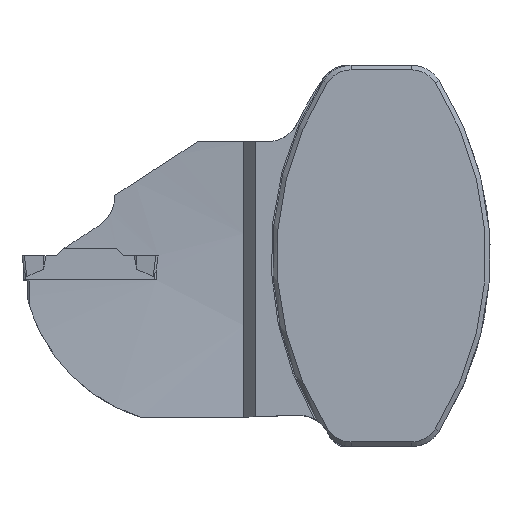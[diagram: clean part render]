
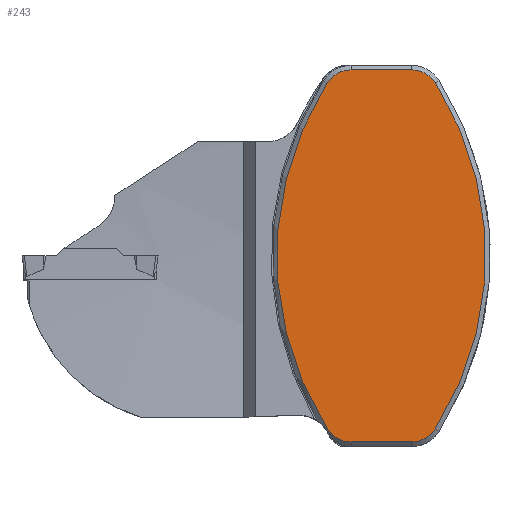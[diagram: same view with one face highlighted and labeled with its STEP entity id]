
A CAD part, top view. The second image highlights one B-rep face of the part: STEP entity #243.
In plain terms, the highlighted planar face has unit normal (0, 0, 1).
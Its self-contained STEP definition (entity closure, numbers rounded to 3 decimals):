
#152=CIRCLE('',#1646,59.175);
#162=CIRCLE('',#1661,5.175);
#163=CIRCLE('',#1669,5.175);
#164=CIRCLE('',#1670,5.175);
#165=CIRCLE('',#1671,59.175);
#166=CIRCLE('',#1672,5.175);
#243=ADVANCED_FACE('',(#361),#316,.T.);
#316=PLANE('',#1673);
#361=FACE_OUTER_BOUND('',#441,.T.);
#441=EDGE_LOOP('',(#856,#857,#858,#859,#860,#861,#862,#863));
#542=LINE('',#2497,#659);
#543=LINE('',#2505,#660);
#659=VECTOR('',#1905,1.);
#660=VECTOR('',#1912,1.);
#856=ORIENTED_EDGE('',*,*,#1418,.F.);
#857=ORIENTED_EDGE('',*,*,#1385,.F.);
#858=ORIENTED_EDGE('',*,*,#1407,.F.);
#859=ORIENTED_EDGE('',*,*,#1419,.F.);
#860=ORIENTED_EDGE('',*,*,#1420,.F.);
#861=ORIENTED_EDGE('',*,*,#1421,.F.);
#862=ORIENTED_EDGE('',*,*,#1422,.F.);
#863=ORIENTED_EDGE('',*,*,#1423,.F.);
#1234=VERTEX_POINT('',#2426);
#1235=VERTEX_POINT('',#2428);
#1250=VERTEX_POINT('',#2475);
#1253=VERTEX_POINT('',#2496);
#1254=VERTEX_POINT('',#2498);
#1255=VERTEX_POINT('',#2500);
#1256=VERTEX_POINT('',#2502);
#1257=VERTEX_POINT('',#2504);
#1385=EDGE_CURVE('',#1234,#1235,#152,.T.);
#1407=EDGE_CURVE('',#1250,#1234,#162,.T.);
#1418=EDGE_CURVE('',#1235,#1253,#163,.T.);
#1419=EDGE_CURVE('',#1254,#1250,#542,.T.);
#1420=EDGE_CURVE('',#1255,#1254,#164,.T.);
#1421=EDGE_CURVE('',#1256,#1255,#165,.T.);
#1422=EDGE_CURVE('',#1257,#1256,#166,.T.);
#1423=EDGE_CURVE('',#1253,#1257,#543,.T.);
#1646=AXIS2_PLACEMENT_3D('',#2427,#1838,#1839);
#1661=AXIS2_PLACEMENT_3D('',#2476,#1878,#1879);
#1669=AXIS2_PLACEMENT_3D('',#2495,#1903,#1904);
#1670=AXIS2_PLACEMENT_3D('',#2499,#1906,#1907);
#1671=AXIS2_PLACEMENT_3D('',#2501,#1908,#1909);
#1672=AXIS2_PLACEMENT_3D('',#2503,#1910,#1911);
#1673=AXIS2_PLACEMENT_3D('',#2506,#1913,#1914);
#1838=DIRECTION('',(0.,0.,-1.));
#1839=DIRECTION('',(0.,-1.,0.));
#1878=DIRECTION('',(0.,0.,-1.));
#1879=DIRECTION('',(0.,-1.,0.));
#1903=DIRECTION('',(0.,0.,-1.));
#1904=DIRECTION('',(0.,-1.,0.));
#1905=DIRECTION('',(-1.,0.,0.));
#1906=DIRECTION('',(0.,0.,-1.));
#1907=DIRECTION('',(0.,-1.,0.));
#1908=DIRECTION('',(0.,0.,-1.));
#1909=DIRECTION('',(0.,-1.,0.));
#1910=DIRECTION('',(0.,0.,-1.));
#1911=DIRECTION('',(0.,-1.,0.));
#1912=DIRECTION('',(1.,0.,0.));
#1913=DIRECTION('',(0.,0.,1.));
#1914=DIRECTION('',(0.,-1.,0.));
#2426=CARTESIAN_POINT('',(-9.918,-31.779,0.325));
#2427=CARTESIAN_POINT('',(40.,0.,0.325));
#2428=CARTESIAN_POINT('',(-9.918,31.779,0.325));
#2475=CARTESIAN_POINT('',(-5.552,-34.175,0.325));
#2476=CARTESIAN_POINT('',(-5.552,-29.,0.325));
#2495=CARTESIAN_POINT('',(-5.552,29.,0.325));
#2496=CARTESIAN_POINT('',(-5.552,34.175,0.325));
#2497=CARTESIAN_POINT('',(0.,-34.175,0.325));
#2498=CARTESIAN_POINT('',(5.552,-34.175,0.325));
#2499=CARTESIAN_POINT('',(5.552,-29.,0.325));
#2500=CARTESIAN_POINT('',(9.918,-31.779,0.325));
#2501=CARTESIAN_POINT('',(-40.,0.,0.325));
#2502=CARTESIAN_POINT('',(9.918,31.779,0.325));
#2503=CARTESIAN_POINT('',(5.552,29.,0.325));
#2504=CARTESIAN_POINT('',(5.552,34.175,0.325));
#2505=CARTESIAN_POINT('',(0.,34.175,0.325));
#2506=CARTESIAN_POINT('',(0.,0.,0.325));
